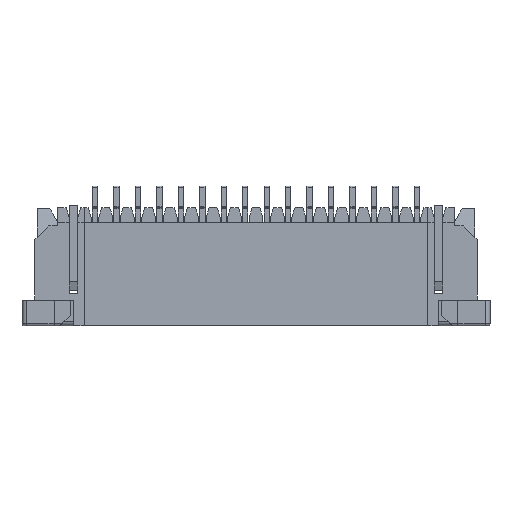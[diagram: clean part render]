
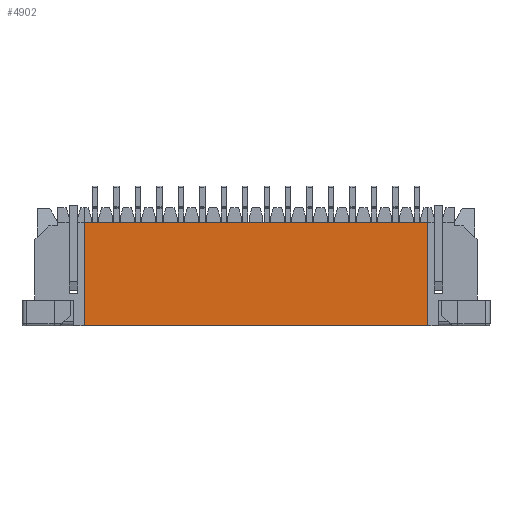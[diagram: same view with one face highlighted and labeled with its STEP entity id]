
A CAD part, front view. The second image highlights one B-rep face of the part: STEP entity #4902.
In plain terms, the highlighted planar face has unit normal (0, -1, 0).
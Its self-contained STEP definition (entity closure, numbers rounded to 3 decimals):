
#686 = VECTOR ( 'NONE', #5783, 1000. ) ;
#765 = EDGE_LOOP ( 'NONE', ( #13941, #11405, #7011, #10042 ) ) ;
#2306 = DIRECTION ( 'NONE',  ( 0., 1., 0. ) ) ;
#2444 = LINE ( 'NONE', #7501, #7322 ) ;
#4902 = ADVANCED_FACE ( 'NONE', ( #6942 ), #8129, .F. ) ;
#5176 = DIRECTION ( 'NONE',  ( 0., 0., -1. ) ) ;
#5783 = DIRECTION ( 'NONE',  ( 1., 0., 0. ) ) ;
#5875 = CARTESIAN_POINT ( 'NONE',  ( 8., 0., 1.2 ) ) ;
#5958 = AXIS2_PLACEMENT_3D ( 'NONE', #10127, #2306, #10055 ) ;
#6085 = CARTESIAN_POINT ( 'NONE',  ( 8., 0., 1.2 ) ) ;
#6778 = EDGE_CURVE ( 'NONE', #14407, #10577, #2444, .T. ) ;
#6801 = CARTESIAN_POINT ( 'NONE',  ( 8., 0., -3.6 ) ) ;
#6942 = FACE_OUTER_BOUND ( 'NONE', #765, .T. ) ;
#7011 = ORIENTED_EDGE ( 'NONE', *, *, #9146, .T. ) ;
#7322 = VECTOR ( 'NONE', #7588, 1000. ) ;
#7501 = CARTESIAN_POINT ( 'NONE',  ( 8., 0., -3.6 ) ) ;
#7588 = DIRECTION ( 'NONE',  ( -1., 0., 0. ) ) ;
#7967 = VECTOR ( 'NONE', #5176, 1000. ) ;
#8129 = PLANE ( 'NONE',  #5958 ) ;
#8893 = CARTESIAN_POINT ( 'NONE',  ( 8., 0., 0. ) ) ;
#9146 = EDGE_CURVE ( 'NONE', #11402, #10577, #15623, .T. ) ;
#9364 = CARTESIAN_POINT ( 'NONE',  ( -8., 0., 1.2 ) ) ;
#9430 = EDGE_CURVE ( 'NONE', #11402, #11563, #10907, .T. ) ;
#10042 = ORIENTED_EDGE ( 'NONE', *, *, #6778, .F. ) ;
#10055 = DIRECTION ( 'NONE',  ( 0., 0., 1. ) ) ;
#10068 = EDGE_CURVE ( 'NONE', #11563, #14407, #12979, .T. ) ;
#10127 = CARTESIAN_POINT ( 'NONE',  ( 0., 0., 0. ) ) ;
#10498 = DIRECTION ( 'NONE',  ( 0., 0., -1. ) ) ;
#10577 = VERTEX_POINT ( 'NONE', #10770 ) ;
#10770 = CARTESIAN_POINT ( 'NONE',  ( -8., 0., -3.6 ) ) ;
#10907 = LINE ( 'NONE', #5875, #686 ) ;
#11172 = VECTOR ( 'NONE', #10498, 1000. ) ;
#11402 = VERTEX_POINT ( 'NONE', #9364 ) ;
#11405 = ORIENTED_EDGE ( 'NONE', *, *, #9430, .F. ) ;
#11563 = VERTEX_POINT ( 'NONE', #6085 ) ;
#12979 = LINE ( 'NONE', #8893, #7967 ) ;
#13094 = CARTESIAN_POINT ( 'NONE',  ( -8., 0., 0. ) ) ;
#13941 = ORIENTED_EDGE ( 'NONE', *, *, #10068, .F. ) ;
#14407 = VERTEX_POINT ( 'NONE', #6801 ) ;
#15623 = LINE ( 'NONE', #13094, #11172 ) ;
